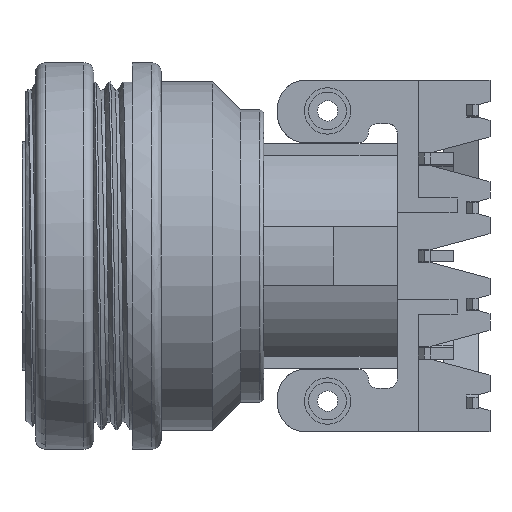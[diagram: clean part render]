
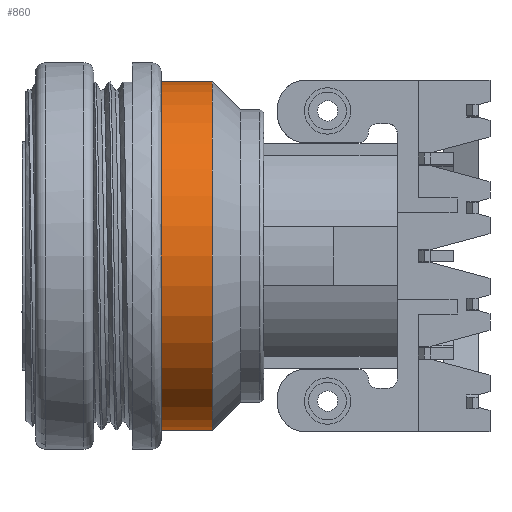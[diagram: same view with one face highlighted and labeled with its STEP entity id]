
A CAD part, front view. The second image highlights one B-rep face of the part: STEP entity #860.
In plain terms, the highlighted cylindrical face has radius 9 mm (diameter 18 mm), a full revolution.
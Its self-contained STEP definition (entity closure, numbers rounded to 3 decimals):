
#298=FACE_BOUND('',#2052,.T.);
#299=FACE_BOUND('',#2053,.T.);
#406=CYLINDRICAL_SURFACE('',#8909,9.);
#559=CIRCLE('',#8906,9.);
#560=CIRCLE('',#8908,9.);
#860=ADVANCED_FACE('',(#298,#299),#406,.T.);
#2052=EDGE_LOOP('',(#3661));
#2053=EDGE_LOOP('',(#3662));
#3661=ORIENTED_EDGE('',*,*,#6283,.T.);
#3662=ORIENTED_EDGE('',*,*,#6284,.F.);
#5228=VERTEX_POINT('',#14581);
#5229=VERTEX_POINT('',#14584);
#6283=EDGE_CURVE('',#5228,#5228,#559,.T.);
#6284=EDGE_CURVE('',#5229,#5229,#560,.T.);
#8906=AXIS2_PLACEMENT_3D('',#14580,#10482,#10483);
#8908=AXIS2_PLACEMENT_3D('',#14583,#10486,#10487);
#8909=AXIS2_PLACEMENT_3D('',#14585,#10488,#10489);
#10482=DIRECTION('',(-1.,0.,0.));
#10483=DIRECTION('',(0.,1.,0.));
#10486=DIRECTION('',(-1.,0.,0.));
#10487=DIRECTION('',(0.,1.,0.));
#10488=DIRECTION('',(1.,0.,0.));
#10489=DIRECTION('',(0.,1.,0.));
#14580=CARTESIAN_POINT('',(9.65,0.,0.));
#14581=CARTESIAN_POINT('',(9.65,9.,0.));
#14583=CARTESIAN_POINT('',(7.,0.,0.));
#14584=CARTESIAN_POINT('',(7.,9.,0.));
#14585=CARTESIAN_POINT('',(7.,0.,0.));
